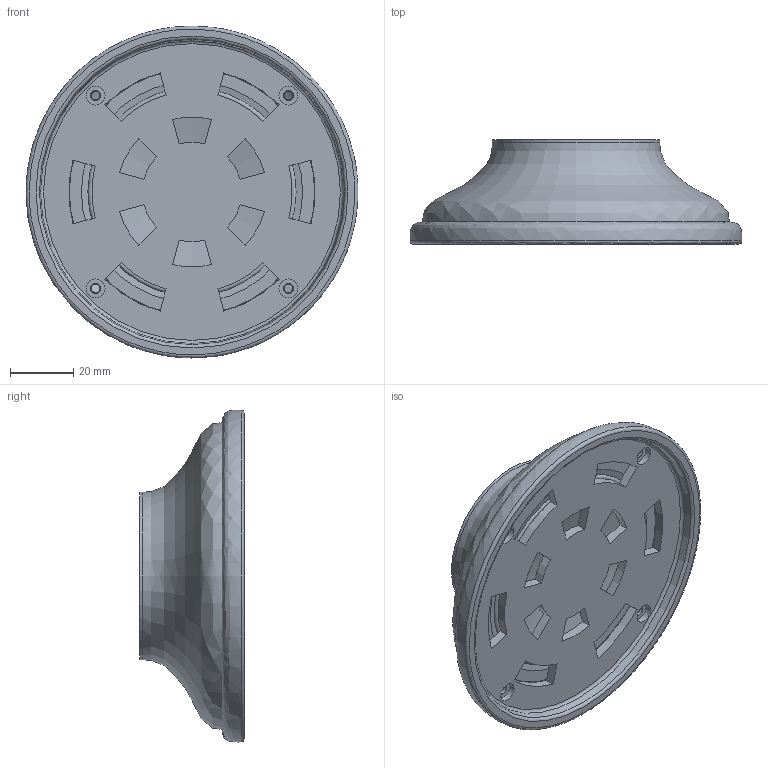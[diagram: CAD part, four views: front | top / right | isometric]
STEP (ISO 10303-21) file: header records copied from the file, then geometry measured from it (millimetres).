
FILE_DESCRIPTION(/* description */ (''),/* implementation_level */ '2;1');
FILE_NAME(/* name */ 'speaker_base v40.step',/* time_stamp */ '2023-05-20T17:06:58+03:00',/* author */ (''),/* organization */ (''),/* preprocessor_version */ 'ST-DEVELOPER v19.2',/* originating_system */ 'Autodesk Translation Framework v12.4.0.73',/* authorisation */ '');
FILE_SCHEMA (('AUTOMOTIVE_DESIGN { 1 0 10303 214 3 1 1 }'));
Length unit declared in the file: millimetre
Products named in the file (4): speaker_base; speaker_assem; base_speaker; base2_speaker
Assembly tree (3 placements, depth 3):
  speaker_base
    speaker_assem
      base_speaker
      base2_speaker
Bounding box: 105.01 x 33 x 105.01 mm (x, y, z)
Volume: 43066.5 mm3; surface area: 60497.4 mm2
Topology: 5 solids, 5 shells, 211 faces, 526 edges, 341 vertices
Faces by surface type: cylinder 95, plane 70, bspline 28, torus 10, cone 8
Full cylindrical faces by diameter (mm): 2.7 x8, 3.1 x4, 6 x4, 34 x1, 35 x1, 53 x1, 69 x1, 70 x1, 76.66 x1, 77.66 x3, 94 x1, 97 x1
Entity records: 9891 total; most frequent: CARTESIAN_POINT 4706, ORIENTED_EDGE 1052, DIRECTION 1023, EDGE_CURVE 526, AXIS2_PLACEMENT_3D 400, VERTEX_POINT 341, EDGE_LOOP 289, LINE 223
